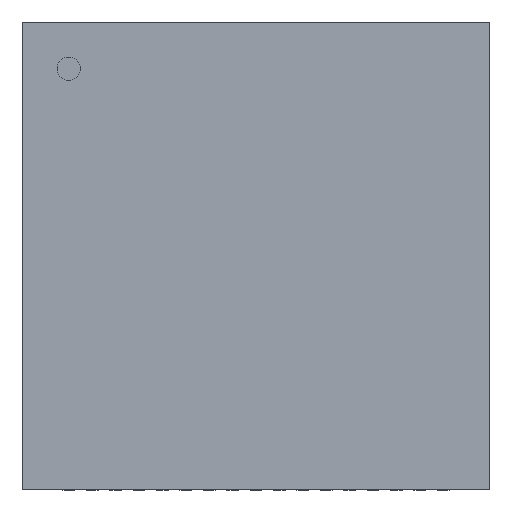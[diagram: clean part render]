
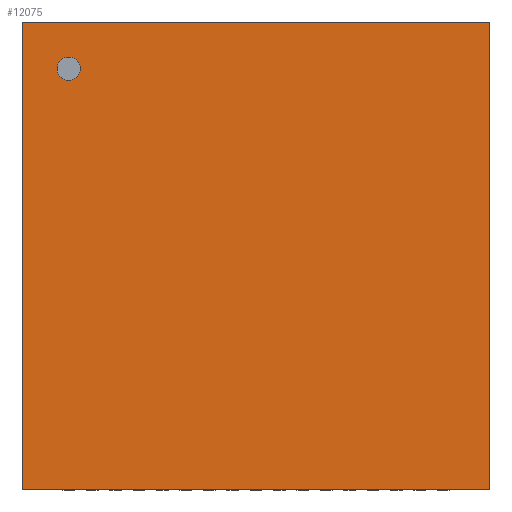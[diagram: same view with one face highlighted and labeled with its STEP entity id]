
A CAD part, top view. The second image highlights one B-rep face of the part: STEP entity #12075.
In plain terms, the highlighted planar face has unit normal (0, 0, 1).
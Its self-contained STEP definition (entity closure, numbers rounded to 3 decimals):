
#16=FACE_BOUND('',#1962,.T.);
#434=CIRCLE('',#13111,0.25);
#1263=FACE_OUTER_BOUND('',#1961,.T.);
#1961=EDGE_LOOP('',(#10796,#10797,#10798,#10799));
#1962=EDGE_LOOP('',(#10800));
#3338=LINE('',#19882,#4722);
#3340=LINE('',#19886,#4724);
#3342=LINE('',#19890,#4726);
#3344=LINE('',#19893,#4728);
#4722=VECTOR('',#16413,10.);
#4724=VECTOR('',#16417,10.);
#4726=VECTOR('',#16421,10.);
#4728=VECTOR('',#16425,10.);
#5833=VERTEX_POINT('',#19873);
#5835=VERTEX_POINT('',#19879);
#5836=VERTEX_POINT('',#19881);
#5837=VERTEX_POINT('',#19885);
#5838=VERTEX_POINT('',#19889);
#7485=EDGE_CURVE('',#5833,#5833,#434,.T.);
#7488=EDGE_CURVE('',#5836,#5835,#3338,.T.);
#7490=EDGE_CURVE('',#5837,#5836,#3340,.T.);
#7492=EDGE_CURVE('',#5838,#5837,#3342,.T.);
#7494=EDGE_CURVE('',#5835,#5838,#3344,.T.);
#10796=ORIENTED_EDGE('',*,*,#7494,.T.);
#10797=ORIENTED_EDGE('',*,*,#7492,.T.);
#10798=ORIENTED_EDGE('',*,*,#7490,.T.);
#10799=ORIENTED_EDGE('',*,*,#7488,.T.);
#10800=ORIENTED_EDGE('',*,*,#7485,.T.);
#11379=PLANE('',#13118);
#12075=ADVANCED_FACE('',(#1263,#16),#11379,.T.);
#13111=AXIS2_PLACEMENT_3D('',#19874,#16404,#16405);
#13118=AXIS2_PLACEMENT_3D('',#19894,#16426,#16427);
#16404=DIRECTION('center_axis',(0.,0.,-1.));
#16405=DIRECTION('ref_axis',(-1.,0.,0.));
#16413=DIRECTION('',(0.,1.,0.));
#16417=DIRECTION('',(1.,0.,0.));
#16421=DIRECTION('',(0.,-1.,0.));
#16425=DIRECTION('',(-1.,0.,0.));
#16426=DIRECTION('center_axis',(0.,0.,1.));
#16427=DIRECTION('ref_axis',(1.,0.,0.));
#19873=CARTESIAN_POINT('',(-3.75,4.,0.9));
#19874=CARTESIAN_POINT('Origin',(-4.,4.,0.9));
#19879=CARTESIAN_POINT('',(5.,5.,0.9));
#19881=CARTESIAN_POINT('',(5.,-5.,0.9));
#19882=CARTESIAN_POINT('',(5.,5.,0.9));
#19885=CARTESIAN_POINT('',(-5.,-5.,0.9));
#19886=CARTESIAN_POINT('',(5.,-5.,0.9));
#19889=CARTESIAN_POINT('',(-5.,5.,0.9));
#19890=CARTESIAN_POINT('',(-5.,-5.,0.9));
#19893=CARTESIAN_POINT('',(-5.,5.,0.9));
#19894=CARTESIAN_POINT('Origin',(0.,0.,0.9));
